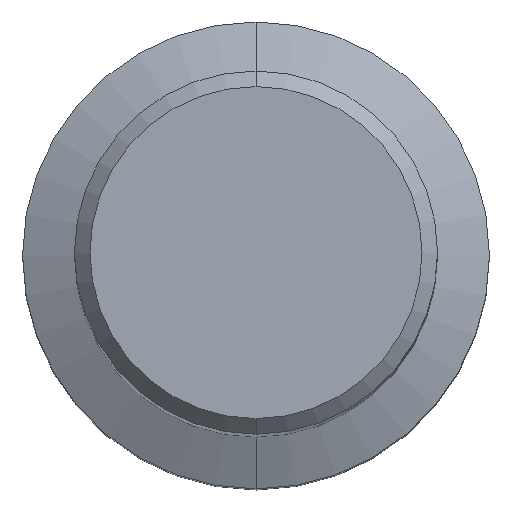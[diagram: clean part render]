
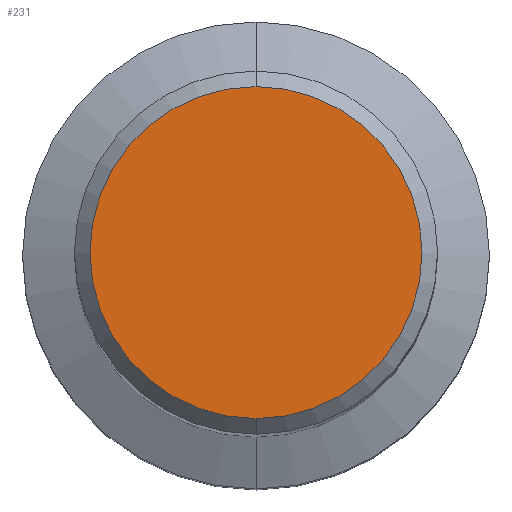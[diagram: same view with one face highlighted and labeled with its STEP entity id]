
A CAD part, top view. The second image highlights one B-rep face of the part: STEP entity #231.
In plain terms, the highlighted planar face has unit normal (0, 0, 1).
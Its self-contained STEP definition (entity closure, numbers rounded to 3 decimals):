
#135=EDGE_CURVE('',#279,#195,#335,.T.);
#177=EDGE_CURVE('',#195,#279,#382,.T.);
#195=VERTEX_POINT('',#402);
#231=ADVANCED_FACE('',(#442),#443,.T.);
#279=VERTEX_POINT('',#499);
#335=CIRCLE('',#554,6.4);
#382=CIRCLE('',#620,6.4);
#402=CARTESIAN_POINT('',(0.0,6.4,0.0));
#442=FACE_OUTER_BOUND('',#695,.T.);
#443=PLANE('',#696);
#499=CARTESIAN_POINT('',(0.,-6.4,0.0));
#554=AXIS2_PLACEMENT_3D('',#815,#816,#817);
#620=AXIS2_PLACEMENT_3D('',#882,#883,#884);
#695=EDGE_LOOP('',(#958,#959));
#696=AXIS2_PLACEMENT_3D('',#960,#961,#962);
#815=CARTESIAN_POINT('',(0.0,0.0,0.0));
#816=DIRECTION('',(0.0,0.0,-1.0));
#817=DIRECTION('',(0.0,1.0,0.0));
#882=CARTESIAN_POINT('',(0.0,0.0,0.0));
#883=DIRECTION('',(0.0,0.0,-1.0));
#884=DIRECTION('',(0.0,1.0,0.0));
#958=ORIENTED_EDGE('',*,*,#177,.F.);
#959=ORIENTED_EDGE('',*,*,#135,.F.);
#960=CARTESIAN_POINT('',(0.0,3.2,0.0));
#961=DIRECTION('',(-0.0,0.0,1.0));
#962=DIRECTION('',(0.0,-1.0,0.0));
